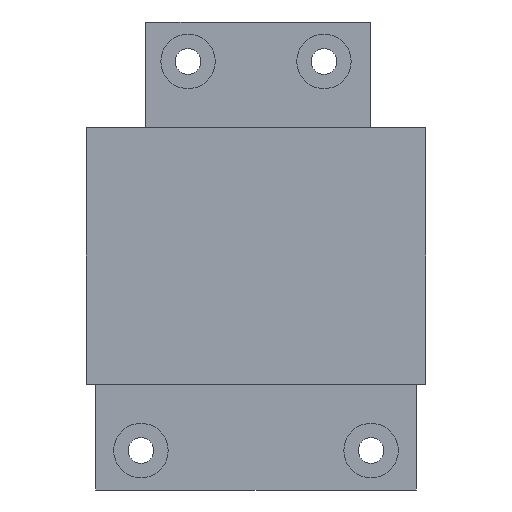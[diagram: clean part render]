
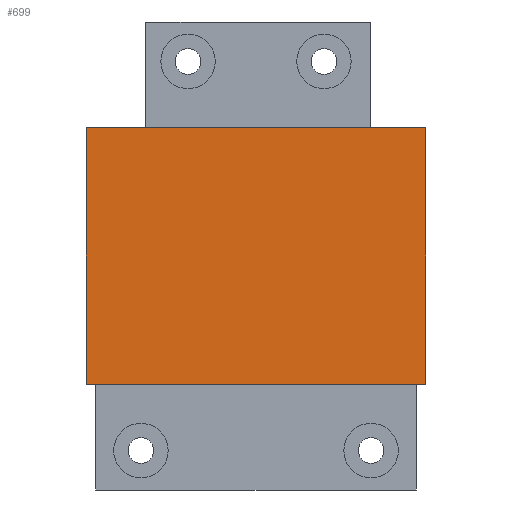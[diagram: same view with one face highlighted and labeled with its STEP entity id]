
A CAD part, left-side view. The second image highlights one B-rep face of the part: STEP entity #699.
In plain terms, the highlighted planar face has unit normal (-1, 0, 0).
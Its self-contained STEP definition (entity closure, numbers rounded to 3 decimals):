
#27 = CARTESIAN_POINT ( 'NONE',  ( 0., 0., 40. ) ) ;
#44 = ORIENTED_EDGE ( 'NONE', *, *, #1330, .F. ) ;
#61 = VECTOR ( 'NONE', #484, 1000. ) ;
#162 = ORIENTED_EDGE ( 'NONE', *, *, #730, .T. ) ;
#173 = LINE ( 'NONE', #1225, #1239 ) ;
#259 = CARTESIAN_POINT ( 'NONE',  ( 0., 53., 0. ) ) ;
#289 = CARTESIAN_POINT ( 'NONE',  ( 0., 0., 40. ) ) ;
#315 = VERTEX_POINT ( 'NONE', #330 ) ;
#325 = VECTOR ( 'NONE', #1409, 1000. ) ;
#330 = CARTESIAN_POINT ( 'NONE',  ( 0., 53., 40. ) ) ;
#342 = FACE_OUTER_BOUND ( 'NONE', #349, .T. ) ;
#349 = EDGE_LOOP ( 'NONE', ( #658, #44, #780, #162 ) ) ;
#351 = VERTEX_POINT ( 'NONE', #259 ) ;
#420 = CARTESIAN_POINT ( 'NONE',  ( 0., 0., 40. ) ) ;
#448 = CARTESIAN_POINT ( 'NONE',  ( 0., 53., 40. ) ) ;
#484 = DIRECTION ( 'NONE',  ( 0., -1., 0. ) ) ;
#489 = VERTEX_POINT ( 'NONE', #420 ) ;
#523 = PLANE ( 'NONE',  #1295 ) ;
#582 = VERTEX_POINT ( 'NONE', #1235 ) ;
#658 = ORIENTED_EDGE ( 'NONE', *, *, #700, .T. ) ;
#670 = DIRECTION ( 'NONE',  ( 0., 0., -1. ) ) ;
#682 = DIRECTION ( 'NONE',  ( 0., 0., -1. ) ) ;
#699 = ADVANCED_FACE ( 'NONE', ( #342 ), #523, .F. ) ;
#700 = EDGE_CURVE ( 'NONE', #351, #582, #1126, .T. ) ;
#730 = EDGE_CURVE ( 'NONE', #315, #351, #1400, .T. ) ;
#742 = DIRECTION ( 'NONE',  ( 1., 0., 0. ) ) ;
#780 = ORIENTED_EDGE ( 'NONE', *, *, #1339, .F. ) ;
#828 = DIRECTION ( 'NONE',  ( 0., 1., 0. ) ) ;
#1019 = VECTOR ( 'NONE', #670, 1000. ) ;
#1048 = LINE ( 'NONE', #27, #61 ) ;
#1126 = LINE ( 'NONE', #1307, #325 ) ;
#1225 = CARTESIAN_POINT ( 'NONE',  ( 0., 0., 40. ) ) ;
#1235 = CARTESIAN_POINT ( 'NONE',  ( 0., 0., 0. ) ) ;
#1239 = VECTOR ( 'NONE', #682, 1000. ) ;
#1295 = AXIS2_PLACEMENT_3D ( 'NONE', #289, #742, #828 ) ;
#1307 = CARTESIAN_POINT ( 'NONE',  ( 0., 0., 0. ) ) ;
#1330 = EDGE_CURVE ( 'NONE', #489, #582, #173, .T. ) ;
#1339 = EDGE_CURVE ( 'NONE', #315, #489, #1048, .T. ) ;
#1400 = LINE ( 'NONE', #448, #1019 ) ;
#1409 = DIRECTION ( 'NONE',  ( 0., -1., 0. ) ) ;
